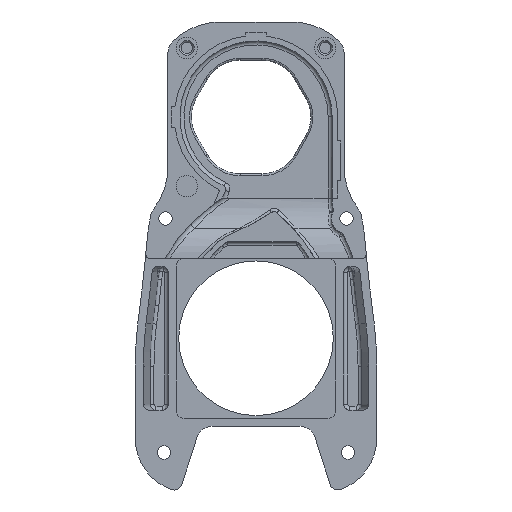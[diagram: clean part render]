
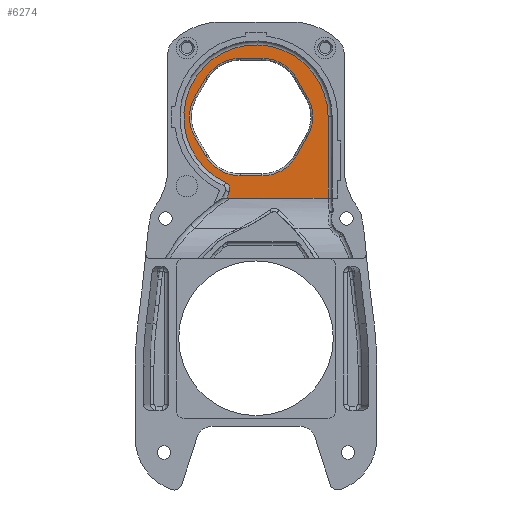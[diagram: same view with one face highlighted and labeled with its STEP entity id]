
A CAD part, left-side view. The second image highlights one B-rep face of the part: STEP entity #6274.
In plain terms, the highlighted planar face has unit normal (-1, 0, 0).
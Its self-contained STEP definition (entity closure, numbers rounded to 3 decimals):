
#26=FACE_BOUND('',#1908,.T.);
#130=PLANE('',#6790);
#492=LINE('',#12056,#986);
#493=LINE('',#12134,#987);
#526=LINE('',#12370,#1020);
#529=LINE('',#12377,#1023);
#550=LINE('',#12507,#1044);
#551=LINE('',#12515,#1045);
#552=LINE('',#12523,#1046);
#553=LINE('',#12531,#1047);
#554=LINE('',#12539,#1048);
#555=LINE('',#12546,#1049);
#986=VECTOR('',#7747,1000.);
#987=VECTOR('',#7750,1000.);
#1020=VECTOR('',#7869,1000.);
#1023=VECTOR('',#7880,1000.);
#1044=VECTOR('',#7977,10.);
#1045=VECTOR('',#7978,10.);
#1046=VECTOR('',#7979,10.);
#1047=VECTOR('',#7980,10.);
#1048=VECTOR('',#7981,10.);
#1049=VECTOR('',#7982,10.);
#1524=FACE_OUTER_BOUND('',#1907,.T.);
#1907=EDGE_LOOP('',(#5175,#5176,#5177,#5178,#5179,#5180));
#1908=EDGE_LOOP('',(#5181,#5182,#5183,#5184,#5185,#5186,#5187,#5188,#5189,
#5190,#5191,#5192));
#2223=B_SPLINE_CURVE_WITH_KNOTS('',3,(#12501,#12502,#12503,#12504,#12505),
 .UNSPECIFIED.,.F.,.F.,(4,1,4),(-1.041,-0.446,0.),
 .UNSPECIFIED.);
#2224=B_SPLINE_CURVE_WITH_KNOTS('',3,(#12509,#12510,#12511,#12512,#12513),
 .UNSPECIFIED.,.F.,.F.,(4,1,4),(-1.046,-0.598,0.),
 .UNSPECIFIED.);
#2225=B_SPLINE_CURVE_WITH_KNOTS('',3,(#12517,#12518,#12519,#12520,#12521),
 .UNSPECIFIED.,.F.,.F.,(4,1,4),(-1.053,-0.451,0.),
 .UNSPECIFIED.);
#2226=B_SPLINE_CURVE_WITH_KNOTS('',3,(#12525,#12526,#12527,#12528,#12529),
 .UNSPECIFIED.,.F.,.F.,(4,1,4),(-1.055,-0.452,0.),
 .UNSPECIFIED.);
#2227=B_SPLINE_CURVE_WITH_KNOTS('',3,(#12533,#12534,#12535,#12536,#12537),
 .UNSPECIFIED.,.F.,.F.,(4,1,4),(-1.053,-0.451,0.),
 .UNSPECIFIED.);
#2228=B_SPLINE_CURVE_WITH_KNOTS('',3,(#12541,#12542,#12543,#12544,#12545),
 .UNSPECIFIED.,.F.,.F.,(4,1,4),(-1.046,-0.598,0.),
 .UNSPECIFIED.);
#2410=CIRCLE('',#6711,1.8);
#2429=CIRCLE('',#6747,18.1);
#2528=VERTEX_POINT('',#8891);
#2882=VERTEX_POINT('',#11745);
#2898=VERTEX_POINT('',#12133);
#2902=VERTEX_POINT('',#12262);
#2904=VERTEX_POINT('',#12266);
#2906=VERTEX_POINT('',#12272);
#2967=VERTEX_POINT('',#12499);
#2968=VERTEX_POINT('',#12500);
#2969=VERTEX_POINT('',#12506);
#2970=VERTEX_POINT('',#12508);
#2971=VERTEX_POINT('',#12514);
#2972=VERTEX_POINT('',#12516);
#2973=VERTEX_POINT('',#12522);
#2974=VERTEX_POINT('',#12524);
#2975=VERTEX_POINT('',#12530);
#2976=VERTEX_POINT('',#12532);
#2977=VERTEX_POINT('',#12538);
#2978=VERTEX_POINT('',#12540);
#3655=EDGE_CURVE('',#2528,#2882,#492,.T.);
#3660=EDGE_CURVE('',#2882,#2898,#493,.T.);
#3671=EDGE_CURVE('',#2904,#2902,#2410,.T.);
#3722=EDGE_CURVE('',#2902,#2906,#2429,.T.);
#3723=EDGE_CURVE('',#2906,#2528,#526,.T.);
#3726=EDGE_CURVE('',#2898,#2904,#529,.T.);
#3772=EDGE_CURVE('',#2967,#2968,#2223,.T.);
#3773=EDGE_CURVE('',#2969,#2967,#550,.T.);
#3774=EDGE_CURVE('',#2970,#2969,#2224,.T.);
#3775=EDGE_CURVE('',#2971,#2970,#551,.T.);
#3776=EDGE_CURVE('',#2972,#2971,#2225,.T.);
#3777=EDGE_CURVE('',#2973,#2972,#552,.T.);
#3778=EDGE_CURVE('',#2974,#2973,#2226,.T.);
#3779=EDGE_CURVE('',#2975,#2974,#553,.T.);
#3780=EDGE_CURVE('',#2976,#2975,#2227,.T.);
#3781=EDGE_CURVE('',#2977,#2976,#554,.T.);
#3782=EDGE_CURVE('',#2978,#2977,#2228,.T.);
#3783=EDGE_CURVE('',#2968,#2978,#555,.T.);
#5175=ORIENTED_EDGE('',*,*,#3726,.F.);
#5176=ORIENTED_EDGE('',*,*,#3660,.F.);
#5177=ORIENTED_EDGE('',*,*,#3655,.F.);
#5178=ORIENTED_EDGE('',*,*,#3723,.F.);
#5179=ORIENTED_EDGE('',*,*,#3722,.F.);
#5180=ORIENTED_EDGE('',*,*,#3671,.F.);
#5181=ORIENTED_EDGE('',*,*,#3772,.F.);
#5182=ORIENTED_EDGE('',*,*,#3773,.F.);
#5183=ORIENTED_EDGE('',*,*,#3774,.F.);
#5184=ORIENTED_EDGE('',*,*,#3775,.F.);
#5185=ORIENTED_EDGE('',*,*,#3776,.F.);
#5186=ORIENTED_EDGE('',*,*,#3777,.F.);
#5187=ORIENTED_EDGE('',*,*,#3778,.F.);
#5188=ORIENTED_EDGE('',*,*,#3779,.F.);
#5189=ORIENTED_EDGE('',*,*,#3780,.F.);
#5190=ORIENTED_EDGE('',*,*,#3781,.F.);
#5191=ORIENTED_EDGE('',*,*,#3782,.F.);
#5192=ORIENTED_EDGE('',*,*,#3783,.F.);
#6274=ADVANCED_FACE('',(#1524,#26),#130,.T.);
#6711=AXIS2_PLACEMENT_3D('',#12268,#7761,#7762);
#6747=AXIS2_PLACEMENT_3D('',#12368,#7865,#7866);
#6790=AXIS2_PLACEMENT_3D('',#12498,#7975,#7976);
#7747=DIRECTION('',(0.,1.,0.));
#7750=DIRECTION('',(0.,1.,0.));
#7761=DIRECTION('center_axis',(-1.,0.,0.));
#7762=DIRECTION('ref_axis',(0.,-0.931,0.364));
#7865=DIRECTION('center_axis',(1.,0.,0.));
#7866=DIRECTION('ref_axis',(0.,0.668,0.744));
#7869=DIRECTION('',(0.,0.,-1.));
#7880=DIRECTION('',(0.,-0.383,0.924));
#7975=DIRECTION('center_axis',(-1.,0.,0.));
#7976=DIRECTION('ref_axis',(0.,1.,0.));
#7977=DIRECTION('',(0.,-0.5,0.866));
#7978=DIRECTION('',(0.,-1.,0.));
#7979=DIRECTION('',(0.,-0.5,-0.866));
#7980=DIRECTION('',(0.,0.5,-0.866));
#7981=DIRECTION('',(0.,1.,0.));
#7982=DIRECTION('',(0.,0.5,0.866));
#8891=CARTESIAN_POINT('',(32.2,-18.1,74.583));
#11745=CARTESIAN_POINT('',(32.2,6.462,74.583));
#12056=CARTESIAN_POINT('',(32.2,-9.55,74.583));
#12133=CARTESIAN_POINT('',(32.2,7.331,74.583));
#12134=CARTESIAN_POINT('',(32.2,-9.55,74.583));
#12262=CARTESIAN_POINT('',(32.2,7.591,78.471));
#12266=CARTESIAN_POINT('',(32.2,6.683,76.148));
#12268=CARTESIAN_POINT('Origin',(32.2,8.346,76.837));
#12272=CARTESIAN_POINT('',(32.2,-18.099,95.005));
#12368=CARTESIAN_POINT('Origin',(32.2,0.,94.902));
#12370=CARTESIAN_POINT('',(32.2,-18.099,92.056));
#12377=CARTESIAN_POINT('',(32.2,4.307,81.885));
#12498=CARTESIAN_POINT('Origin',(32.2,0.,89.105));
#12499=CARTESIAN_POINT('',(32.2,-12.917,89.932));
#12500=CARTESIAN_POINT('',(32.2,-12.917,99.873));
#12501=CARTESIAN_POINT('Ctrl Pts',(32.2,-12.917,89.932));
#12502=CARTESIAN_POINT('Ctrl Pts',(32.2,-13.909,91.649));
#12503=CARTESIAN_POINT('Ctrl Pts',(32.2,-14.723,95.183));
#12504=CARTESIAN_POINT('Ctrl Pts',(32.2,-13.661,98.585));
#12505=CARTESIAN_POINT('Ctrl Pts',(32.2,-12.917,99.873));
#12506=CARTESIAN_POINT('',(32.2,-10.15,85.139));
#12507=CARTESIAN_POINT('',(32.2,-9.837,84.597));
#12508=CARTESIAN_POINT('',(32.2,-1.495,80.164));
#12509=CARTESIAN_POINT('Ctrl Pts',(32.2,-1.495,80.164));
#12510=CARTESIAN_POINT('Ctrl Pts',(32.2,-2.989,80.164));
#12511=CARTESIAN_POINT('Ctrl Pts',(32.2,-6.481,80.939));
#12512=CARTESIAN_POINT('Ctrl Pts',(32.2,-9.154,83.414));
#12513=CARTESIAN_POINT('Ctrl Pts',(32.2,-10.15,85.139));
#12514=CARTESIAN_POINT('',(32.2,3.969,80.164));
#12515=CARTESIAN_POINT('',(32.2,1.836,80.164));
#12516=CARTESIAN_POINT('',(32.2,12.663,85.206));
#12517=CARTESIAN_POINT('Ctrl Pts',(32.2,12.663,85.206));
#12518=CARTESIAN_POINT('Ctrl Pts',(32.2,11.661,83.469));
#12519=CARTESIAN_POINT('Ctrl Pts',(32.2,8.986,80.964));
#12520=CARTESIAN_POINT('Ctrl Pts',(32.2,5.473,80.164));
#12521=CARTESIAN_POINT('Ctrl Pts',(32.2,3.969,80.164));
#12522=CARTESIAN_POINT('',(32.2,15.353,89.865));
#12523=CARTESIAN_POINT('',(32.2,13.189,86.116));
#12524=CARTESIAN_POINT('',(32.2,15.353,99.939));
#12525=CARTESIAN_POINT('Ctrl Pts',(32.2,15.353,99.939));
#12526=CARTESIAN_POINT('Ctrl Pts',(32.2,16.358,98.199));
#12527=CARTESIAN_POINT('Ctrl Pts',(32.2,17.181,94.618));
#12528=CARTESIAN_POINT('Ctrl Pts',(32.2,16.107,91.171));
#12529=CARTESIAN_POINT('Ctrl Pts',(32.2,15.353,89.865));
#12530=CARTESIAN_POINT('',(32.2,12.663,104.598));
#12531=CARTESIAN_POINT('',(32.2,14.544,101.341));
#12532=CARTESIAN_POINT('',(32.2,3.969,109.641));
#12533=CARTESIAN_POINT('Ctrl Pts',(32.2,3.969,109.641));
#12534=CARTESIAN_POINT('Ctrl Pts',(32.2,5.974,109.641));
#12535=CARTESIAN_POINT('Ctrl Pts',(32.2,9.477,108.554));
#12536=CARTESIAN_POINT('Ctrl Pts',(32.2,11.911,105.901));
#12537=CARTESIAN_POINT('Ctrl Pts',(32.2,12.663,104.598));
#12538=CARTESIAN_POINT('',(32.2,-1.495,109.641));
#12539=CARTESIAN_POINT('',(32.2,-0.474,109.641));
#12540=CARTESIAN_POINT('',(32.2,-10.15,104.666));
#12541=CARTESIAN_POINT('Ctrl Pts',(32.2,-10.15,104.666));
#12542=CARTESIAN_POINT('Ctrl Pts',(32.2,-9.403,105.96));
#12543=CARTESIAN_POINT('Ctrl Pts',(32.2,-6.971,108.585));
#12544=CARTESIAN_POINT('Ctrl Pts',(32.2,-3.487,109.641));
#12545=CARTESIAN_POINT('Ctrl Pts',(32.2,-1.495,109.641));
#12546=CARTESIAN_POINT('',(32.2,-13.503,98.859));
